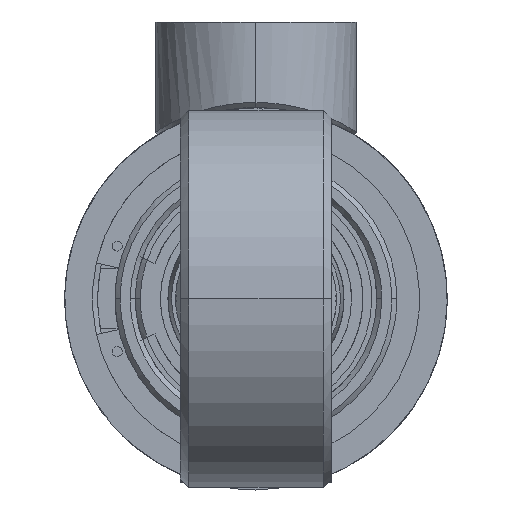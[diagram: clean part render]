
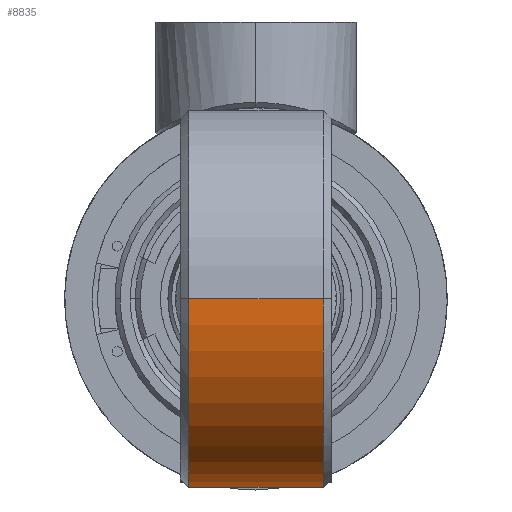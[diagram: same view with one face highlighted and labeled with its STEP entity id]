
A CAD part, left-side view. The second image highlights one B-rep face of the part: STEP entity #8835.
In plain terms, the highlighted free-form (B-spline) face has degree [2, 1] with [5, 2] control points.
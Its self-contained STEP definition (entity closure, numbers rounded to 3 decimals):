
#8774 = VERTEX_POINT('',#8775);
#8775 = CARTESIAN_POINT('',(-317.232,-18.522,
    0.));
#8835 = ADVANCED_FACE('',(#8836),#8870,.T.);
#8836 = FACE_BOUND('',#8837,.T.);
#8837 = EDGE_LOOP('',(#8838,#8848,#8855,#8865));
#8838 = ORIENTED_EDGE('',*,*,#8839,.T.);
#8839 = EDGE_CURVE('',#8840,#8774,#8842,.T.);
#8840 = VERTEX_POINT('',#8841);
#8841 = CARTESIAN_POINT('',(-215.635,-18.522,
    -14.514));
#8842 = ( BOUNDED_CURVE() B_SPLINE_CURVE(2,(#8843,#8844,#8845,#8846,
#8847),.UNSPECIFIED.,.F.,.F.) B_SPLINE_CURVE_WITH_KNOTS((3,2,3),(
    3.425,4.854,6.283),
.PIECEWISE_BEZIER_KNOTS.) CURVE() GEOMETRIC_REPRESENTATION_ITEM() 
RATIONAL_B_SPLINE_CURVE((1.,0.755,1.,0.755,1.)) 
REPRESENTATION_ITEM('') );
#8843 = CARTESIAN_POINT('',(-215.635,-18.522,
    -14.514));
#8844 = CARTESIAN_POINT('',(-228.223,-18.522,
    -57.672));
#8845 = CARTESIAN_POINT('',(-272.728,-18.522,
    -51.314));
#8846 = CARTESIAN_POINT('',(-317.232,-18.522,
    -44.957));
#8847 = CARTESIAN_POINT('',(-317.232,-18.522,
    0.));
#8848 = ORIENTED_EDGE('',*,*,#8849,.T.);
#8849 = EDGE_CURVE('',#8774,#8850,#8852,.T.);
#8850 = VERTEX_POINT('',#8851);
#8851 = CARTESIAN_POINT('',(-317.232,18.522,
    0.));
#8852 = B_SPLINE_CURVE_WITH_KNOTS('',1,(#8853,#8854),.UNSPECIFIED.,.F.,
  .F.,(2,2),(1.6,28.4),.PIECEWISE_BEZIER_KNOTS.);
#8853 = CARTESIAN_POINT('',(-317.232,-18.522,
    0.));
#8854 = CARTESIAN_POINT('',(-317.232,18.522,
    0.));
#8855 = ORIENTED_EDGE('',*,*,#8856,.F.);
#8856 = EDGE_CURVE('',#8857,#8850,#8859,.T.);
#8857 = VERTEX_POINT('',#8858);
#8858 = CARTESIAN_POINT('',(-215.635,18.522,
    -14.514));
#8859 = ( BOUNDED_CURVE() B_SPLINE_CURVE(2,(#8860,#8861,#8862,#8863,
#8864),.UNSPECIFIED.,.F.,.F.) B_SPLINE_CURVE_WITH_KNOTS((3,2,3),(
    3.425,4.854,6.283),
.PIECEWISE_BEZIER_KNOTS.) CURVE() GEOMETRIC_REPRESENTATION_ITEM() 
RATIONAL_B_SPLINE_CURVE((1.,0.755,1.,0.755,1.)) 
REPRESENTATION_ITEM('') );
#8860 = CARTESIAN_POINT('',(-215.635,18.522,
    -14.514));
#8861 = CARTESIAN_POINT('',(-228.223,18.522,
    -57.672));
#8862 = CARTESIAN_POINT('',(-272.728,18.522,
    -51.314));
#8863 = CARTESIAN_POINT('',(-317.232,18.522,
    -44.957));
#8864 = CARTESIAN_POINT('',(-317.232,18.522,
    0.));
#8865 = ORIENTED_EDGE('',*,*,#8866,.T.);
#8866 = EDGE_CURVE('',#8857,#8840,#8867,.T.);
#8867 = B_SPLINE_CURVE_WITH_KNOTS('',1,(#8868,#8869),.UNSPECIFIED.,.F.,
  .F.,(2,2),(-26.8,0.),.PIECEWISE_BEZIER_KNOTS.);
#8868 = CARTESIAN_POINT('',(-215.635,18.522,
    -14.514));
#8869 = CARTESIAN_POINT('',(-215.635,-18.522,
    -14.514));
#8870 = ( BOUNDED_SURFACE() B_SPLINE_SURFACE(2,1,(
    (#8871,#8872)
    ,(#8873,#8874)
    ,(#8875,#8876)
    ,(#8877,#8878)
    ,(#8879,#8880
)),.UNSPECIFIED.,.F.,.F.,.F.) B_SPLINE_SURFACE_WITH_KNOTS((3,2,3),(2,2),
  (3.425,4.854,6.283),(1.6,28.4),
.PIECEWISE_BEZIER_KNOTS.) GEOMETRIC_REPRESENTATION_ITEM() 
RATIONAL_B_SPLINE_SURFACE((
    (1.,1.)
    ,(0.755,0.755)
    ,(1.,1.)
    ,(0.755,0.755)
,(1.,1.))) REPRESENTATION_ITEM('') SURFACE() );
#8871 = CARTESIAN_POINT('',(-215.635,-18.522,
    -14.514));
#8872 = CARTESIAN_POINT('',(-215.635,18.522,
    -14.514));
#8873 = CARTESIAN_POINT('',(-228.223,-18.522,
    -57.672));
#8874 = CARTESIAN_POINT('',(-228.223,18.522,
    -57.672));
#8875 = CARTESIAN_POINT('',(-272.728,-18.522,
    -51.314));
#8876 = CARTESIAN_POINT('',(-272.728,18.522,
    -51.314));
#8877 = CARTESIAN_POINT('',(-317.232,-18.522,
    -44.957));
#8878 = CARTESIAN_POINT('',(-317.232,18.522,
    -44.957));
#8879 = CARTESIAN_POINT('',(-317.232,-18.522,
    0.));
#8880 = CARTESIAN_POINT('',(-317.232,18.522,
    0.));
